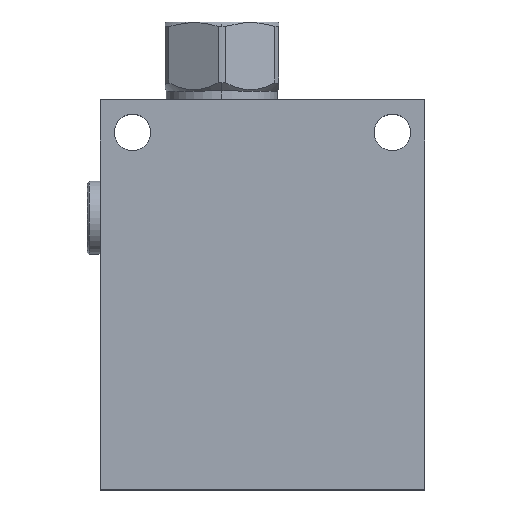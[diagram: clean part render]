
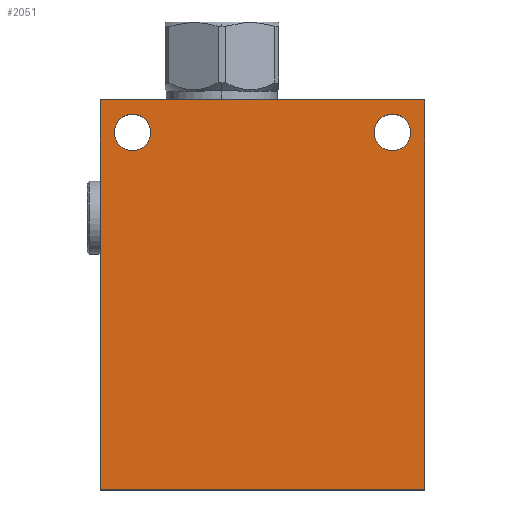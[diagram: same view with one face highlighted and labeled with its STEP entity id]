
A CAD part, top view. The second image highlights one B-rep face of the part: STEP entity #2051.
In plain terms, the highlighted planar face has unit normal (0, 0, 1).
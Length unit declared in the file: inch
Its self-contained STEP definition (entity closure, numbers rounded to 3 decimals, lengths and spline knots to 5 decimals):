
#103=DIRECTION('',(0.,-1.,0.));
#104=VECTOR('',#103,3.);
#105=CARTESIAN_POINT('',(0.,0.,1.25));
#106=LINE('',#105,#104);
#107=DIRECTION('',(-1.,0.,0.));
#108=VECTOR('',#107,2.5);
#109=CARTESIAN_POINT('',(2.5,0.,1.25));
#110=LINE('',#109,#108);
#111=DIRECTION('',(0.,1.,0.));
#112=VECTOR('',#111,3.);
#113=CARTESIAN_POINT('',(2.5,-3.,1.25));
#114=LINE('',#113,#112);
#115=DIRECTION('',(1.,0.,0.));
#116=VECTOR('',#115,2.5);
#117=CARTESIAN_POINT('',(0.,-3.,1.25));
#118=LINE('',#117,#116);
#119=CARTESIAN_POINT('',(0.25,-0.25,1.25));
#120=DIRECTION('',(0.,0.,-1.));
#121=DIRECTION('',(-1.,0.,0.));
#122=AXIS2_PLACEMENT_3D('',#119,#120,#121);
#124=CARTESIAN_POINT('',(0.25,-0.25,1.25));
#125=DIRECTION('',(0.,0.,-1.));
#126=DIRECTION('',(1.,0.,0.));
#127=AXIS2_PLACEMENT_3D('',#124,#125,#126);
#129=CARTESIAN_POINT('',(2.25,-0.25,1.25));
#130=DIRECTION('',(0.,0.,-1.));
#131=DIRECTION('',(-1.,0.,0.));
#132=AXIS2_PLACEMENT_3D('',#129,#130,#131);
#134=CARTESIAN_POINT('',(2.25,-0.25,1.25));
#135=DIRECTION('',(0.,0.,-1.));
#136=DIRECTION('',(1.,0.,0.));
#137=AXIS2_PLACEMENT_3D('',#134,#135,#136);
#1678=CARTESIAN_POINT('',(0.,0.,1.25));
#1679=CARTESIAN_POINT('',(0.,-3.,1.25));
#1680=VERTEX_POINT('',#1678);
#1681=VERTEX_POINT('',#1679);
#1682=CARTESIAN_POINT('',(2.5,-3.,1.25));
#1683=VERTEX_POINT('',#1682);
#1684=CARTESIAN_POINT('',(2.5,0.,1.25));
#1685=VERTEX_POINT('',#1684);
#1690=CARTESIAN_POINT('',(0.1095,-0.25,1.25));
#1691=CARTESIAN_POINT('',(0.3905,-0.25,1.25));
#1692=VERTEX_POINT('',#1690);
#1693=VERTEX_POINT('',#1691);
#1698=CARTESIAN_POINT('',(2.1095,-0.25,1.25));
#1699=CARTESIAN_POINT('',(2.3905,-0.25,1.25));
#1700=VERTEX_POINT('',#1698);
#1701=VERTEX_POINT('',#1699);
#2028=CARTESIAN_POINT('',(0.,0.,1.25));
#2029=DIRECTION('',(0.,0.,1.));
#2030=DIRECTION('',(1.,0.,0.));
#2031=AXIS2_PLACEMENT_3D('',#2028,#2029,#2030);
#2032=PLANE('',#2031);
#2033=ORIENTED_EDGE('',*,*,#1950,.F.);
#2034=ORIENTED_EDGE('',*,*,#1977,.F.);
#2035=ORIENTED_EDGE('',*,*,#1997,.F.);
#2036=ORIENTED_EDGE('',*,*,#2016,.F.);
#2037=EDGE_LOOP('',(#2033,#2034,#2035,#2036));
#2038=FACE_OUTER_BOUND('',#2037,.F.);
#2040=ORIENTED_EDGE('',*,*,#2039,.F.);
#2042=ORIENTED_EDGE('',*,*,#2041,.F.);
#2043=EDGE_LOOP('',(#2040,#2042));
#2044=FACE_BOUND('',#2043,.F.);
#2046=ORIENTED_EDGE('',*,*,#2045,.F.);
#2048=ORIENTED_EDGE('',*,*,#2047,.F.);
#2049=EDGE_LOOP('',(#2046,#2048));
#2050=FACE_BOUND('',#2049,.F.);
#2051=ADVANCED_FACE('',(#2038,#2044,#2050),#2032,.T.);
#123=CIRCLE('',#122,0.1405);
#128=CIRCLE('',#127,0.1405);
#133=CIRCLE('',#132,0.1405);
#138=CIRCLE('',#137,0.1405);
#1950=EDGE_CURVE('',#1680,#1681,#106,.T.);
#1977=EDGE_CURVE('',#1685,#1680,#110,.T.);
#1997=EDGE_CURVE('',#1683,#1685,#114,.T.);
#2016=EDGE_CURVE('',#1681,#1683,#118,.T.);
#2039=EDGE_CURVE('',#1692,#1693,#123,.T.);
#2041=EDGE_CURVE('',#1693,#1692,#128,.T.);
#2045=EDGE_CURVE('',#1700,#1701,#133,.T.);
#2047=EDGE_CURVE('',#1701,#1700,#138,.T.);
